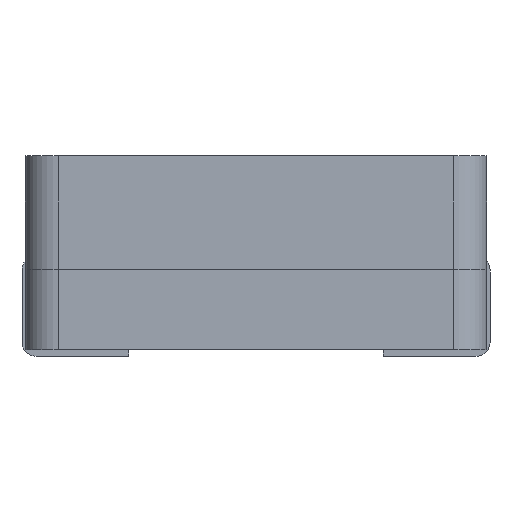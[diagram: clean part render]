
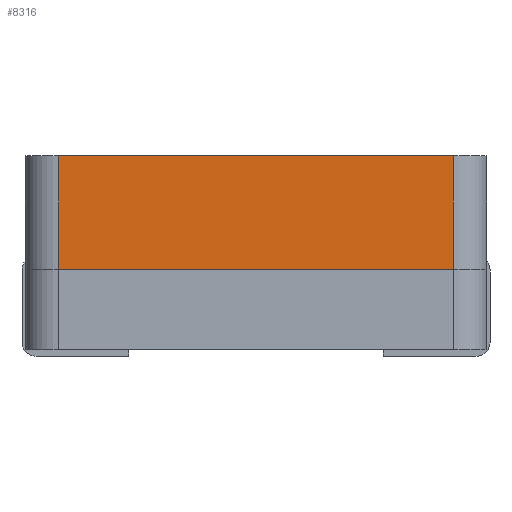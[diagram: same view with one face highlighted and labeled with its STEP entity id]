
A CAD part, front view. The second image highlights one B-rep face of the part: STEP entity #8316.
In plain terms, the highlighted planar face has unit normal (0, -1, 0).
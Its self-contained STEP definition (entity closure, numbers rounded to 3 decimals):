
#123 = CYLINDRICAL_SURFACE('',#124,0.5);
#124 = AXIS2_PLACEMENT_3D('',#125,#126,#127);
#125 = CARTESIAN_POINT('',(2.95,-2.95,2.999));
#126 = DIRECTION('',(0.,0.,1.));
#127 = DIRECTION('',(0.,-1.,0.));
#173 = PLANE('',#174);
#174 = AXIS2_PLACEMENT_3D('',#175,#176,#177);
#175 = CARTESIAN_POINT('',(2.95,-2.95,2.999));
#176 = DIRECTION('',(0.,0.,1.));
#177 = DIRECTION('',(0.,1.,0.));
#1145 = VERTEX_POINT('',#1146);
#1146 = CARTESIAN_POINT('',(2.95,-3.45,1.299));
#1192 = VERTEX_POINT('',#1193);
#1193 = CARTESIAN_POINT('',(2.95,-3.45,2.999));
#1237 = EDGE_CURVE('',#1192,#1145,#1238,.T.);
#1238 = SURFACE_CURVE('',#1239,(#1243,#1272),.PCURVE_S1.);
#1239 = LINE('',#1240,#1241);
#1240 = CARTESIAN_POINT('',(2.95,-3.45,2.999));
#1241 = VECTOR('',#1242,1.);
#1242 = DIRECTION('',(0.,0.,-1.));
#1243 = PCURVE('',#123,#1244);
#1244 = DEFINITIONAL_REPRESENTATION('',(#1245),#1271);
#1245 = B_SPLINE_CURVE_WITH_KNOTS('',3,(#1246,#1247,#1248,#1249,#1250,
    #1251,#1252,#1253,#1254,#1255,#1256,#1257,#1258,#1259,#1260,#1261,
    #1262,#1263,#1264,#1265,#1266,#1267,#1268,#1269,#1270),
  .UNSPECIFIED.,.F.,.F.,(4,1,1,1,1,1,1,1,1,1,1,1,1,1,1,1,1,1,1,1,1,1,4),
  (0.,0.077,0.155,0.232,
    0.309,0.386,0.464,0.541,
    0.618,0.695,0.773,0.85,0.927,
    1.005,1.082,1.159,1.236,
    1.314,1.391,1.468,1.545,
    1.623,1.7),.QUASI_UNIFORM_KNOTS.);
#1246 = CARTESIAN_POINT('',(0.,0.));
#1247 = CARTESIAN_POINT('',(0.,-0.026));
#1248 = CARTESIAN_POINT('',(0.,-0.077));
#1249 = CARTESIAN_POINT('',(0.,-0.155));
#1250 = CARTESIAN_POINT('',(0.,-0.232));
#1251 = CARTESIAN_POINT('',(0.,-0.309));
#1252 = CARTESIAN_POINT('',(0.,-0.386));
#1253 = CARTESIAN_POINT('',(0.,-0.464));
#1254 = CARTESIAN_POINT('',(0.,-0.541));
#1255 = CARTESIAN_POINT('',(0.,-0.618));
#1256 = CARTESIAN_POINT('',(0.,-0.695));
#1257 = CARTESIAN_POINT('',(0.,-0.773));
#1258 = CARTESIAN_POINT('',(0.,-0.85));
#1259 = CARTESIAN_POINT('',(0.,-0.927));
#1260 = CARTESIAN_POINT('',(0.,-1.005));
#1261 = CARTESIAN_POINT('',(0.,-1.082));
#1262 = CARTESIAN_POINT('',(0.,-1.159));
#1263 = CARTESIAN_POINT('',(0.,-1.236));
#1264 = CARTESIAN_POINT('',(0.,-1.314));
#1265 = CARTESIAN_POINT('',(0.,-1.391));
#1266 = CARTESIAN_POINT('',(0.,-1.468));
#1267 = CARTESIAN_POINT('',(0.,-1.545));
#1268 = CARTESIAN_POINT('',(0.,-1.623));
#1269 = CARTESIAN_POINT('',(0.,-1.674));
#1270 = CARTESIAN_POINT('',(0.,-1.7));
#1271 = ( GEOMETRIC_REPRESENTATION_CONTEXT(2) 
PARAMETRIC_REPRESENTATION_CONTEXT() REPRESENTATION_CONTEXT('2D SPACE',''
  ) );
#1272 = PCURVE('',#1273,#1278);
#1273 = PLANE('',#1274);
#1274 = AXIS2_PLACEMENT_3D('',#1275,#1276,#1277);
#1275 = CARTESIAN_POINT('',(-2.95,-3.45,2.999));
#1276 = DIRECTION('',(0.,1.,0.));
#1277 = DIRECTION('',(-1.,0.,0.));
#1278 = DEFINITIONAL_REPRESENTATION('',(#1279),#1283);
#1279 = LINE('',#1280,#1281);
#1280 = CARTESIAN_POINT('',(-5.9,0.));
#1281 = VECTOR('',#1282,1.);
#1282 = DIRECTION('',(0.,-1.));
#1283 = ( GEOMETRIC_REPRESENTATION_CONTEXT(2) 
PARAMETRIC_REPRESENTATION_CONTEXT() REPRESENTATION_CONTEXT('2D SPACE',''
  ) );
#3884 = VERTEX_POINT('',#3885);
#3885 = CARTESIAN_POINT('',(-2.95,-3.45,2.999));
#3900 = CYLINDRICAL_SURFACE('',#3901,0.5);
#3901 = AXIS2_PLACEMENT_3D('',#3902,#3903,#3904);
#3902 = CARTESIAN_POINT('',(-2.95,-2.95,2.999));
#3903 = DIRECTION('',(0.,0.,1.));
#3904 = DIRECTION('',(0.,-1.,0.));
#3934 = EDGE_CURVE('',#3884,#1192,#3935,.T.);
#3935 = SURFACE_CURVE('',#3936,(#3940,#3947),.PCURVE_S1.);
#3936 = LINE('',#3937,#3938);
#3937 = CARTESIAN_POINT('',(-2.95,-3.45,2.999));
#3938 = VECTOR('',#3939,1.);
#3939 = DIRECTION('',(1.,0.,0.));
#3940 = PCURVE('',#173,#3941);
#3941 = DEFINITIONAL_REPRESENTATION('',(#3942),#3946);
#3942 = LINE('',#3943,#3944);
#3943 = CARTESIAN_POINT('',(-0.5,5.9));
#3944 = VECTOR('',#3945,1.);
#3945 = DIRECTION('',(0.,-1.));
#3946 = ( GEOMETRIC_REPRESENTATION_CONTEXT(2) 
PARAMETRIC_REPRESENTATION_CONTEXT() REPRESENTATION_CONTEXT('2D SPACE',''
  ) );
#3947 = PCURVE('',#1273,#3948);
#3948 = DEFINITIONAL_REPRESENTATION('',(#3949),#3953);
#3949 = LINE('',#3950,#3951);
#3950 = CARTESIAN_POINT('',(0.,0.));
#3951 = VECTOR('',#3952,1.);
#3952 = DIRECTION('',(-1.,0.));
#3953 = ( GEOMETRIC_REPRESENTATION_CONTEXT(2) 
PARAMETRIC_REPRESENTATION_CONTEXT() REPRESENTATION_CONTEXT('2D SPACE',''
  ) );
#7789 = PLANE('',#7790);
#7790 = AXIS2_PLACEMENT_3D('',#7791,#7792,#7793);
#7791 = CARTESIAN_POINT('',(-2.95,-3.45,1.299));
#7792 = DIRECTION('',(0.,1.,0.));
#7793 = DIRECTION('',(0.,0.,-1.));
#8316 = ADVANCED_FACE('',(#8317),#1273,.F.);
#8317 = FACE_BOUND('',#8318,.F.);
#8318 = EDGE_LOOP('',(#8319,#8342,#8385,#8386));
#8319 = ORIENTED_EDGE('',*,*,#8320,.F.);
#8320 = EDGE_CURVE('',#8321,#1145,#8323,.T.);
#8321 = VERTEX_POINT('',#8322);
#8322 = CARTESIAN_POINT('',(-2.95,-3.45,1.299));
#8323 = SURFACE_CURVE('',#8324,(#8328,#8335),.PCURVE_S1.);
#8324 = LINE('',#8325,#8326);
#8325 = CARTESIAN_POINT('',(-2.95,-3.45,1.299));
#8326 = VECTOR('',#8327,1.);
#8327 = DIRECTION('',(1.,0.,0.));
#8328 = PCURVE('',#1273,#8329);
#8329 = DEFINITIONAL_REPRESENTATION('',(#8330),#8334);
#8330 = LINE('',#8331,#8332);
#8331 = CARTESIAN_POINT('',(0.,-1.7));
#8332 = VECTOR('',#8333,1.);
#8333 = DIRECTION('',(-1.,0.));
#8334 = ( GEOMETRIC_REPRESENTATION_CONTEXT(2) 
PARAMETRIC_REPRESENTATION_CONTEXT() REPRESENTATION_CONTEXT('2D SPACE',''
  ) );
#8335 = PCURVE('',#7789,#8336);
#8336 = DEFINITIONAL_REPRESENTATION('',(#8337),#8341);
#8337 = LINE('',#8338,#8339);
#8338 = CARTESIAN_POINT('',(0.,0.));
#8339 = VECTOR('',#8340,1.);
#8340 = DIRECTION('',(0.,-1.));
#8341 = ( GEOMETRIC_REPRESENTATION_CONTEXT(2) 
PARAMETRIC_REPRESENTATION_CONTEXT() REPRESENTATION_CONTEXT('2D SPACE',''
  ) );
#8342 = ORIENTED_EDGE('',*,*,#8343,.F.);
#8343 = EDGE_CURVE('',#3884,#8321,#8344,.T.);
#8344 = SURFACE_CURVE('',#8345,(#8349,#8356),.PCURVE_S1.);
#8345 = LINE('',#8346,#8347);
#8346 = CARTESIAN_POINT('',(-2.95,-3.45,2.999));
#8347 = VECTOR('',#8348,1.);
#8348 = DIRECTION('',(0.,0.,-1.));
#8349 = PCURVE('',#1273,#8350);
#8350 = DEFINITIONAL_REPRESENTATION('',(#8351),#8355);
#8351 = LINE('',#8352,#8353);
#8352 = CARTESIAN_POINT('',(0.,0.));
#8353 = VECTOR('',#8354,1.);
#8354 = DIRECTION('',(0.,-1.));
#8355 = ( GEOMETRIC_REPRESENTATION_CONTEXT(2) 
PARAMETRIC_REPRESENTATION_CONTEXT() REPRESENTATION_CONTEXT('2D SPACE',''
  ) );
#8356 = PCURVE('',#3900,#8357);
#8357 = DEFINITIONAL_REPRESENTATION('',(#8358),#8384);
#8358 = B_SPLINE_CURVE_WITH_KNOTS('',3,(#8359,#8360,#8361,#8362,#8363,
    #8364,#8365,#8366,#8367,#8368,#8369,#8370,#8371,#8372,#8373,#8374,
    #8375,#8376,#8377,#8378,#8379,#8380,#8381,#8382,#8383),
  .UNSPECIFIED.,.F.,.F.,(4,1,1,1,1,1,1,1,1,1,1,1,1,1,1,1,1,1,1,1,1,1,4),
  (0.,0.077,0.155,0.232,
    0.309,0.386,0.464,0.541,
    0.618,0.695,0.773,0.85,0.927,
    1.005,1.082,1.159,1.236,
    1.314,1.391,1.468,1.545,
    1.623,1.7),.QUASI_UNIFORM_KNOTS.);
#8359 = CARTESIAN_POINT('',(6.283,0.));
#8360 = CARTESIAN_POINT('',(6.283,-0.026));
#8361 = CARTESIAN_POINT('',(6.283,-0.077));
#8362 = CARTESIAN_POINT('',(6.283,-0.155));
#8363 = CARTESIAN_POINT('',(6.283,-0.232));
#8364 = CARTESIAN_POINT('',(6.283,-0.309));
#8365 = CARTESIAN_POINT('',(6.283,-0.386));
#8366 = CARTESIAN_POINT('',(6.283,-0.464));
#8367 = CARTESIAN_POINT('',(6.283,-0.541));
#8368 = CARTESIAN_POINT('',(6.283,-0.618));
#8369 = CARTESIAN_POINT('',(6.283,-0.695));
#8370 = CARTESIAN_POINT('',(6.283,-0.773));
#8371 = CARTESIAN_POINT('',(6.283,-0.85));
#8372 = CARTESIAN_POINT('',(6.283,-0.927));
#8373 = CARTESIAN_POINT('',(6.283,-1.005));
#8374 = CARTESIAN_POINT('',(6.283,-1.082));
#8375 = CARTESIAN_POINT('',(6.283,-1.159));
#8376 = CARTESIAN_POINT('',(6.283,-1.236));
#8377 = CARTESIAN_POINT('',(6.283,-1.314));
#8378 = CARTESIAN_POINT('',(6.283,-1.391));
#8379 = CARTESIAN_POINT('',(6.283,-1.468));
#8380 = CARTESIAN_POINT('',(6.283,-1.545));
#8381 = CARTESIAN_POINT('',(6.283,-1.623));
#8382 = CARTESIAN_POINT('',(6.283,-1.674));
#8383 = CARTESIAN_POINT('',(6.283,-1.7));
#8384 = ( GEOMETRIC_REPRESENTATION_CONTEXT(2) 
PARAMETRIC_REPRESENTATION_CONTEXT() REPRESENTATION_CONTEXT('2D SPACE',''
  ) );
#8385 = ORIENTED_EDGE('',*,*,#3934,.T.);
#8386 = ORIENTED_EDGE('',*,*,#1237,.T.);
